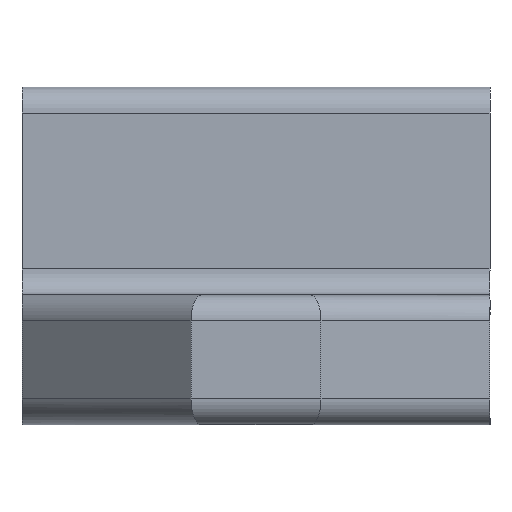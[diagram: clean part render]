
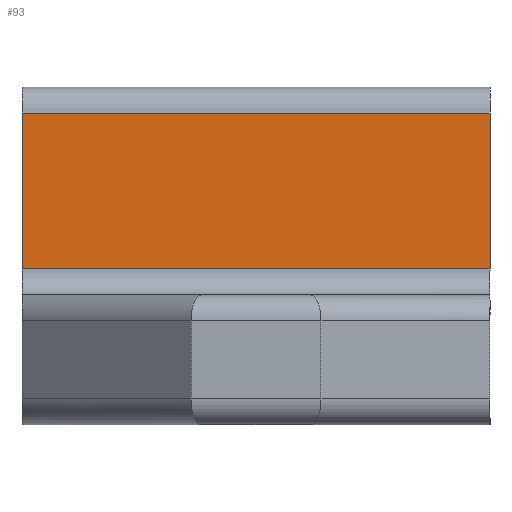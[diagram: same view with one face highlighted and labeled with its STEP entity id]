
A CAD part, front view. The second image highlights one B-rep face of the part: STEP entity #93.
In plain terms, the highlighted planar face has unit normal (0, -1, 0).
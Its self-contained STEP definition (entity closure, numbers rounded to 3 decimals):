
#9 = EDGE_CURVE ( 'NONE', #686, #471, #462, .T. ) ;
#15 = VERTEX_POINT ( 'NONE', #546 ) ;
#42 = CARTESIAN_POINT ( 'NONE',  ( 9., 3.25, 12. ) ) ;
#93 = ADVANCED_FACE ( 'NONE', ( #424 ), #341, .T. ) ;
#121 = CARTESIAN_POINT ( 'NONE',  ( -9., 3.25, 6. ) ) ;
#135 = CARTESIAN_POINT ( 'NONE',  ( -9., 3.25, 13. ) ) ;
#206 = LINE ( 'NONE', #135, #345 ) ;
#229 = EDGE_LOOP ( 'NONE', ( #313, #372, #983, #521 ) ) ;
#294 = CARTESIAN_POINT ( 'NONE',  ( 30.541, 3.25, 12. ) ) ;
#296 = LINE ( 'NONE', #928, #888 ) ;
#313 = ORIENTED_EDGE ( 'NONE', *, *, #415, .F. ) ;
#335 = DIRECTION ( 'NONE',  ( 0., 0., -1. ) ) ;
#341 = PLANE ( 'NONE',  #399 ) ;
#345 = VECTOR ( 'NONE', #832, 1000. ) ;
#372 = ORIENTED_EDGE ( 'NONE', *, *, #9, .T. ) ;
#383 = VECTOR ( 'NONE', #812, 1000. ) ;
#385 = VERTEX_POINT ( 'NONE', #42 ) ;
#399 = AXIS2_PLACEMENT_3D ( 'NONE', #1120, #436, #335 ) ;
#415 = EDGE_CURVE ( 'NONE', #686, #15, #206, .T. ) ;
#424 = FACE_OUTER_BOUND ( 'NONE', #229, .T. ) ;
#436 = DIRECTION ( 'NONE',  ( 0., -1., 0. ) ) ;
#462 = LINE ( 'NONE', #571, #557 ) ;
#471 = VERTEX_POINT ( 'NONE', #1012 ) ;
#521 = ORIENTED_EDGE ( 'NONE', *, *, #1031, .T. ) ;
#546 = CARTESIAN_POINT ( 'NONE',  ( -9., 3.25, 12. ) ) ;
#557 = VECTOR ( 'NONE', #995, 1000. ) ;
#571 = CARTESIAN_POINT ( 'NONE',  ( 9., 3.25, 6. ) ) ;
#595 = EDGE_CURVE ( 'NONE', #385, #471, #296, .T. ) ;
#686 = VERTEX_POINT ( 'NONE', #121 ) ;
#812 = DIRECTION ( 'NONE',  ( -1., 0., 0. ) ) ;
#832 = DIRECTION ( 'NONE',  ( 0., 0., 1. ) ) ;
#888 = VECTOR ( 'NONE', #992, 1000. ) ;
#928 = CARTESIAN_POINT ( 'NONE',  ( 9., 3.25, 13. ) ) ;
#983 = ORIENTED_EDGE ( 'NONE', *, *, #595, .F. ) ;
#985 = LINE ( 'NONE', #294, #383 ) ;
#992 = DIRECTION ( 'NONE',  ( 0., 0., -1. ) ) ;
#995 = DIRECTION ( 'NONE',  ( 1., 0., 0. ) ) ;
#1012 = CARTESIAN_POINT ( 'NONE',  ( 9., 3.25, 6. ) ) ;
#1031 = EDGE_CURVE ( 'NONE', #385, #15, #985, .T. ) ;
#1120 = CARTESIAN_POINT ( 'NONE',  ( 30.541, 3.25, 13. ) ) ;
